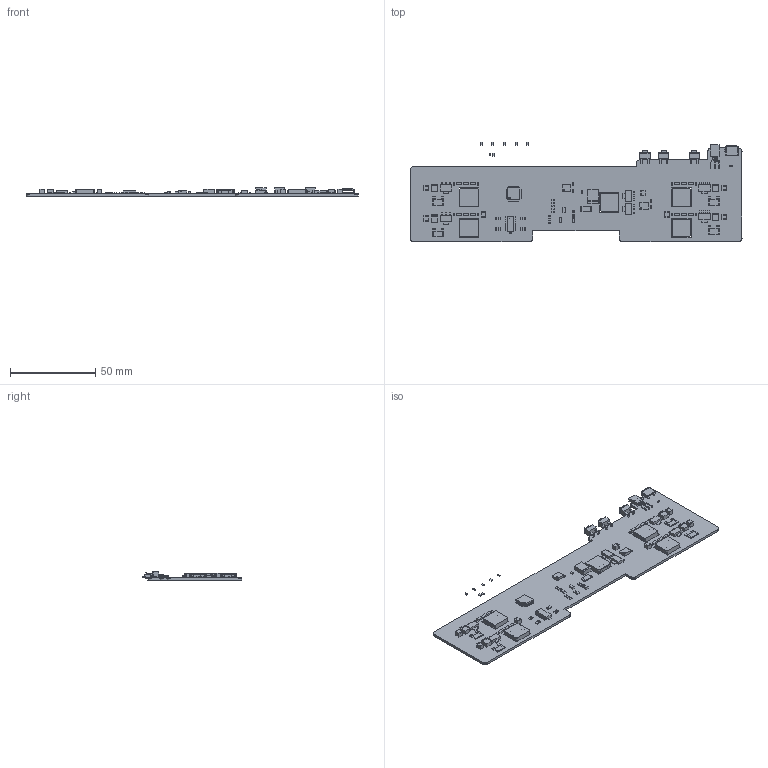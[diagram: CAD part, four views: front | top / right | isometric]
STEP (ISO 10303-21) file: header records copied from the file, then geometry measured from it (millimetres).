
FILE_DESCRIPTION(('Open CASCADE Model'),'2;1');
FILE_NAME('Open CASCADE Shape Model','2016-12-02T12:02:04',('Author'),( 'Open CASCADE'),'Open CASCADE STEP processor 6.2','Open CASCADE 6.2' ,'Unknown');
FILE_SCHEMA(('AUTOMOTIVE_DESIGN { 1 0 10303 214 1 1 1 1 }'));
Length unit declared in the file: millimetre
Products named in the file (228): PCB; Board; C10; 620722304; Extruded; 619927216; VT15; 657065264; VT14; VT13; VT12; VT11; VT10; VT9; VT8; VD18; VD17; VD16; VD15; R45; 657065392; 657065520; R44; R43; R42; R41; R40; R39; R38; VA1; 657064752; Cylinder; 657065136; R37; 657064880; R36; R35; C8; 657067824; 657067696 ...
Assembly tree (537 placements, depth 4):
  PCB
    Board
    C10
      620722304  x2
        Extruded
      619927216
        Extruded
    VT15
      657065264
        Extruded
    VT14
      657065264
        Extruded
    VT13
      657065264
        Extruded
    VT12
      657065264
        Extruded
    VT11
      657065264
        Extruded
    VT10
      657065264
        Extruded
    VT9
      657065264
        Extruded
    VT8
      657065264
        Extruded
    VD18
      657065264
        Extruded
    VD17
      657065264
        Extruded
    VD16
      657065264
        Extruded
    VD15
      657065264
        Extruded
    R45
      657065392  x2
        Extruded
      657065520
        Extruded
    R44
      657065392  x2
        Extruded
      657065520
        Extruded
    R43
      657065392  x2
        Extruded
      657065520
        Extruded
    R42
      657065392  x2
Bounding box: 195.02 x 58.31 x 5.03 mm (x, y, z)
Volume: 16152.1 mm3; surface area: 24250 mm2
Topology: 374 solids, 374 shells, 2386 faces, 4914 edges, 3276 vertices
Faces by surface type: plane 2382, cylinder 4
Full cylindrical faces by diameter (mm): 0.6 x1, 1 x3
Entity records: 36425 total; most frequent: DIRECTION 5605, CARTESIAN_POINT 5376, LINE 3483, VECTOR 3483, ORIENTED_EDGE 2334, PCURVE 2334, DEFINITIONAL_REPRESENTATION 2334, EDGE_CURVE 1167
